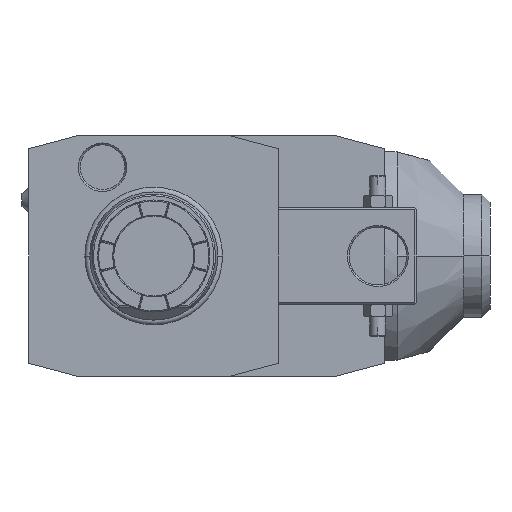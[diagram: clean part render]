
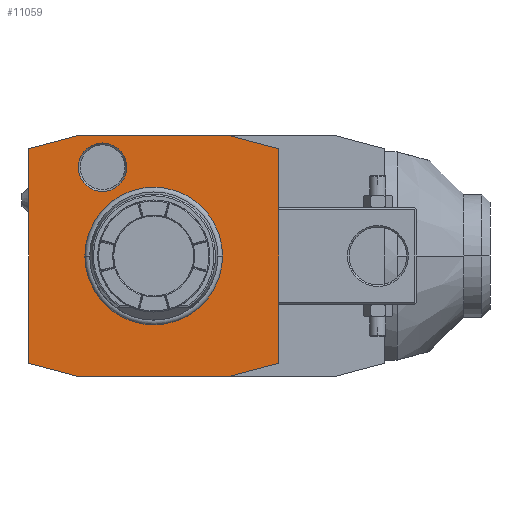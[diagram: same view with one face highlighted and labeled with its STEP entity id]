
A CAD part, front view. The second image highlights one B-rep face of the part: STEP entity #11059.
In plain terms, the highlighted planar face has unit normal (0, -1, 0).
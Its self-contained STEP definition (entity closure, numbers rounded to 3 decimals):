
#1=DIRECTION('',(1.,0.,0.));
#2=VECTOR('',#1,48.);
#3=CARTESIAN_POINT('',(-24.,0.,-37.5));
#4=LINE('',#3,#2);
#5=DIRECTION('',(0.966,0.,-0.259));
#6=VECTOR('',#5,15.529);
#7=CARTESIAN_POINT('',(-39.,0.,-33.481));
#8=LINE('',#7,#6);
#9=DIRECTION('',(0.,0.,-1.));
#10=VECTOR('',#9,66.962);
#11=CARTESIAN_POINT('',(-39.,0.,33.481));
#12=LINE('',#11,#10);
#13=DIRECTION('',(-0.966,0.,-0.259));
#14=VECTOR('',#13,15.529);
#15=CARTESIAN_POINT('',(-24.,0.,37.5));
#16=LINE('',#15,#14);
#17=DIRECTION('',(-1.,0.,0.));
#18=VECTOR('',#17,48.);
#19=CARTESIAN_POINT('',(24.,0.,37.5));
#20=LINE('',#19,#18);
#21=DIRECTION('',(-0.966,0.,0.259));
#22=VECTOR('',#21,15.529);
#23=CARTESIAN_POINT('',(39.,0.,33.481));
#24=LINE('',#23,#22);
#25=DIRECTION('',(0.,0.,1.));
#26=VECTOR('',#25,66.962);
#27=CARTESIAN_POINT('',(39.,0.,-33.481));
#28=LINE('',#27,#26);
#29=DIRECTION('',(0.966,0.,0.259));
#30=VECTOR('',#29,15.529);
#31=CARTESIAN_POINT('',(24.,0.,-37.5));
#32=LINE('',#31,#30);
#33=CARTESIAN_POINT('',(-16.,0.,27.713));
#34=DIRECTION('',(0.,1.,0.));
#35=DIRECTION('',(1.,0.,0.));
#36=AXIS2_PLACEMENT_3D('',#33,#34,#35);
#38=CARTESIAN_POINT('',(-16.,0.,27.713));
#39=DIRECTION('',(0.,1.,0.));
#40=DIRECTION('',(-1.,0.,0.));
#41=AXIS2_PLACEMENT_3D('',#38,#39,#40);
#7625=CARTESIAN_POINT('',(0.,0.,0.));
#7626=DIRECTION('',(0.,-1.,0.));
#7627=DIRECTION('',(1.,0.,0.));
#7628=AXIS2_PLACEMENT_3D('',#7625,#7626,#7627);
#7630=CARTESIAN_POINT('',(0.,0.,0.));
#7631=DIRECTION('',(0.,-1.,0.));
#7632=DIRECTION('',(-1.,0.,0.));
#7633=AXIS2_PLACEMENT_3D('',#7630,#7631,#7632);
#9904=CARTESIAN_POINT('',(-8.423,0.,27.713));
#9905=CARTESIAN_POINT('',(-23.577,0.,27.713));
#9906=VERTEX_POINT('',#9904);
#9907=VERTEX_POINT('',#9905);
#10821=CARTESIAN_POINT('',(-24.,0.,-37.5));
#10822=CARTESIAN_POINT('',(24.,0.,-37.5));
#10823=VERTEX_POINT('',#10821);
#10824=VERTEX_POINT('',#10822);
#10825=CARTESIAN_POINT('',(39.,0.,-33.481));
#10826=VERTEX_POINT('',#10825);
#10827=CARTESIAN_POINT('',(39.,0.,33.481));
#10828=VERTEX_POINT('',#10827);
#10829=CARTESIAN_POINT('',(24.,0.,37.5));
#10830=VERTEX_POINT('',#10829);
#10831=CARTESIAN_POINT('',(-24.,0.,37.5));
#10832=VERTEX_POINT('',#10831);
#10833=CARTESIAN_POINT('',(-39.,0.,33.481));
#10834=VERTEX_POINT('',#10833);
#10835=CARTESIAN_POINT('',(-39.,0.,-33.481));
#10836=VERTEX_POINT('',#10835);
#10872=CARTESIAN_POINT('',(21.137,0.,0.));
#10873=CARTESIAN_POINT('',(-21.137,0.,0.));
#10874=VERTEX_POINT('',#10872);
#10875=VERTEX_POINT('',#10873);
#11024=CARTESIAN_POINT('',(0.,0.,0.));
#11025=DIRECTION('',(0.,-1.,0.));
#11026=DIRECTION('',(-1.,0.,0.));
#11027=AXIS2_PLACEMENT_3D('',#11024,#11025,#11026);
#11028=PLANE('',#11027);
#11030=ORIENTED_EDGE('',*,*,#11029,.F.);
#11032=ORIENTED_EDGE('',*,*,#11031,.F.);
#11034=ORIENTED_EDGE('',*,*,#11033,.F.);
#11036=ORIENTED_EDGE('',*,*,#11035,.F.);
#11038=ORIENTED_EDGE('',*,*,#11037,.F.);
#11040=ORIENTED_EDGE('',*,*,#11039,.F.);
#11042=ORIENTED_EDGE('',*,*,#11041,.F.);
#11044=ORIENTED_EDGE('',*,*,#11043,.F.);
#11045=EDGE_LOOP('',(#11030,#11032,#11034,#11036,#11038,#11040,#11042,#11044));
#11046=FACE_OUTER_BOUND('',#11045,.F.);
#11048=ORIENTED_EDGE('',*,*,#11047,.T.);
#11050=ORIENTED_EDGE('',*,*,#11049,.T.);
#11051=EDGE_LOOP('',(#11048,#11050));
#11052=FACE_BOUND('',#11051,.F.);
#11054=ORIENTED_EDGE('',*,*,#11053,.F.);
#11056=ORIENTED_EDGE('',*,*,#11055,.F.);
#11057=EDGE_LOOP('',(#11054,#11056));
#11058=FACE_BOUND('',#11057,.F.);
#37=CIRCLE('',#36,7.577);
#42=CIRCLE('',#41,7.577);
#7629=CIRCLE('',#7628,21.137);
#7634=CIRCLE('',#7633,21.137);
#11029=EDGE_CURVE('',#10823,#10824,#4,.T.);
#11031=EDGE_CURVE('',#10836,#10823,#8,.T.);
#11033=EDGE_CURVE('',#10834,#10836,#12,.T.);
#11035=EDGE_CURVE('',#10832,#10834,#16,.T.);
#11037=EDGE_CURVE('',#10830,#10832,#20,.T.);
#11039=EDGE_CURVE('',#10828,#10830,#24,.T.);
#11041=EDGE_CURVE('',#10826,#10828,#28,.T.);
#11043=EDGE_CURVE('',#10824,#10826,#32,.T.);
#11047=EDGE_CURVE('',#10874,#10875,#7629,.T.);
#11049=EDGE_CURVE('',#10875,#10874,#7634,.T.);
#11053=EDGE_CURVE('',#9906,#9907,#37,.T.);
#11055=EDGE_CURVE('',#9907,#9906,#42,.T.);
#11059=ADVANCED_FACE('',(#11046,#11052,#11058),#11028,.T.);
